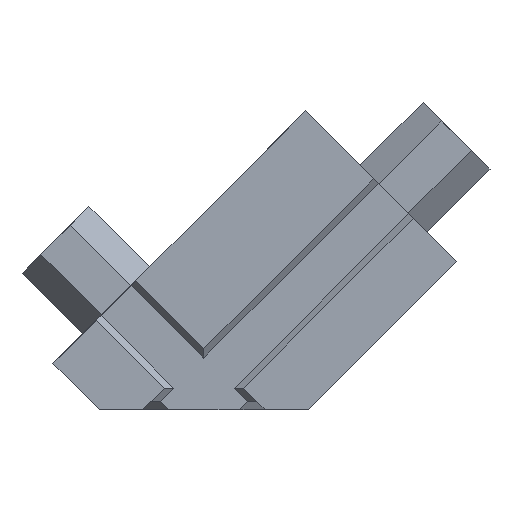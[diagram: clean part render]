
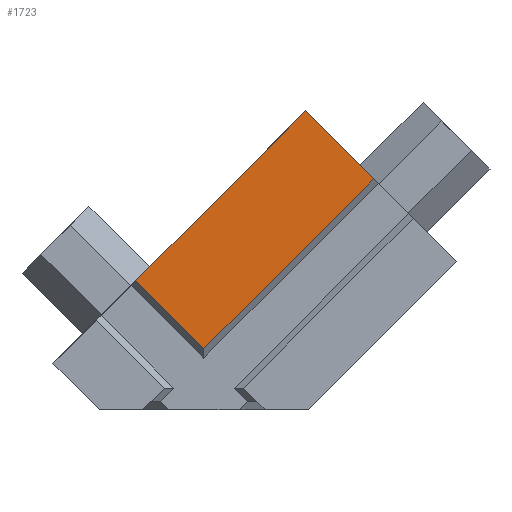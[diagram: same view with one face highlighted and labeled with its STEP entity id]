
A CAD part, front view. The second image highlights one B-rep face of the part: STEP entity #1723.
In plain terms, the highlighted planar face has unit normal (0, -1, 0).
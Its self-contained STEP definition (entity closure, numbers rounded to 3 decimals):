
#154=CARTESIAN_POINT('',(586.917,1406.831,-32.545));
#155=VERTEX_POINT('',#154);
#162=CARTESIAN_POINT('',(605.921,1406.831,-13.542));
#163=VERTEX_POINT('',#162);
#164=CARTESIAN_POINT('',(605.921,1406.831,-13.542));
#165=DIRECTION('',(-0.707,0.,-0.707));
#166=VECTOR('',#165,26.875);
#167=LINE('',#164,#166);
#168=EDGE_CURVE('',#163,#155,#167,.T.);
#1693=CARTESIAN_POINT('',(-792.027,1406.831,88.192));
#1694=DIRECTION('',(0.,1.,-0.));
#1695=DIRECTION('',(-0.707,0.,-0.707));
#1696=AXIS2_PLACEMENT_3D('',#1693,#1694,#1695);
#1697=PLANE('',#1696);
#1698=ORIENTED_EDGE('',*,*,#168,.T.);
#1699=CARTESIAN_POINT('',(594.536,1406.831,-40.164));
#1700=VERTEX_POINT('',#1699);
#1701=CARTESIAN_POINT('',(586.917,1406.831,-32.545));
#1702=DIRECTION('',(0.707,-0.,-0.707));
#1703=VECTOR('',#1702,10.775);
#1704=LINE('',#1701,#1703);
#1705=EDGE_CURVE('',#155,#1700,#1704,.T.);
#1706=ORIENTED_EDGE('',*,*,#1705,.T.);
#1707=CARTESIAN_POINT('',(613.54,1406.831,-21.161));
#1708=VERTEX_POINT('',#1707);
#1709=CARTESIAN_POINT('',(613.54,1406.831,-21.161));
#1710=DIRECTION('',(-0.707,0.,-0.707));
#1711=VECTOR('',#1710,26.875);
#1712=LINE('',#1709,#1711);
#1713=EDGE_CURVE('',#1708,#1700,#1712,.T.);
#1714=ORIENTED_EDGE('',*,*,#1713,.F.);
#1715=CARTESIAN_POINT('',(613.54,1406.831,-21.161));
#1716=DIRECTION('',(-0.707,0.,0.707));
#1717=VECTOR('',#1716,10.775);
#1718=LINE('',#1715,#1717);
#1719=EDGE_CURVE('',#1708,#163,#1718,.T.);
#1720=ORIENTED_EDGE('',*,*,#1719,.T.);
#1721=EDGE_LOOP('',(#1698,#1706,#1714,#1720));
#1722=FACE_BOUND('',#1721,.T.);
#1723=ADVANCED_FACE('',(#1722),#1697,.F.);
